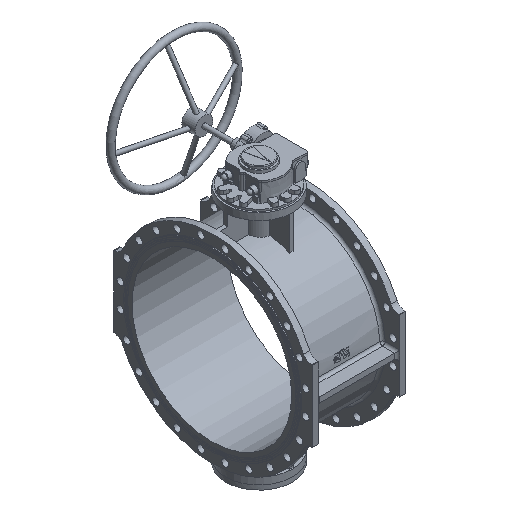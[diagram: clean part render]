
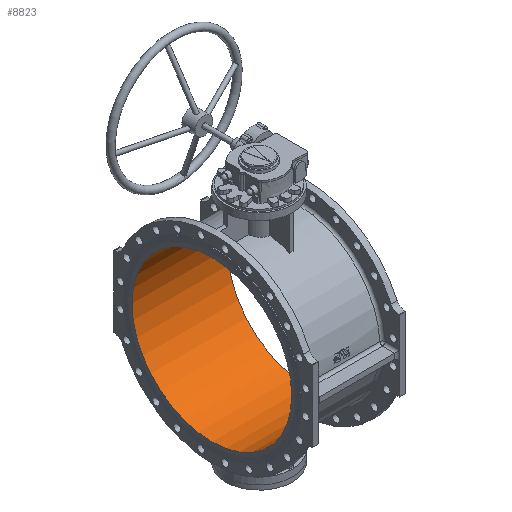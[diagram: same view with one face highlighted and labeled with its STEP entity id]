
A CAD part, isometric view. The second image highlights one B-rep face of the part: STEP entity #8823.
In plain terms, the highlighted cylindrical face has radius 359 mm (diameter 718 mm), a full revolution.
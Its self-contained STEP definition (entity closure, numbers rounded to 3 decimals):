
#2949 = EDGE_CURVE ( 'NONE', #23752, #23752, #7597, .T. ) ;
#3000 = EDGE_CURVE ( 'NONE', #23783, #23783, #7660, .T. ) ;
#4615 = ORIENTED_EDGE ( 'NONE', *, *, #3000, .T. ) ;
#4616 = ORIENTED_EDGE ( 'NONE', *, *, #2949, .F. ) ;
#7597 = CIRCLE ( 'NONE', #15324, 359. ) ;
#7660 = CIRCLE ( 'NONE', #15363, 359. ) ;
#8823 = ADVANCED_FACE ( 'NONE', ( #9224, #9227 ), #9229, .F. ) ;
#9224 = FACE_OUTER_BOUND ( 'NONE', #15607, .T. ) ;
#9227 = FACE_OUTER_BOUND ( 'NONE', #15609, .T. ) ;
#9229 = CYLINDRICAL_SURFACE ( 'NONE', #28483, 359. ) ;
#15324 = AXIS2_PLACEMENT_3D ( 'NONE', #19354, #19355, #19357 ) ;
#15363 = AXIS2_PLACEMENT_3D ( 'NONE', #19629, #19630, #19631 ) ;
#15607 = EDGE_LOOP ( 'NONE', ( #4615 ) ) ;
#15609 = EDGE_LOOP ( 'NONE', ( #4616 ) ) ;
#19354 = CARTESIAN_POINT ( 'NONE',  ( 215., 0., 0. ) ) ;
#19355 = DIRECTION ( 'NONE',  ( -1., 0., 0. ) ) ;
#19357 = DIRECTION ( 'NONE',  ( 0., 0., 1. ) ) ;
#19629 = CARTESIAN_POINT ( 'NONE',  ( -215., 0., 0. ) ) ;
#19630 = DIRECTION ( 'NONE',  ( -1., 0., 0. ) ) ;
#19631 = DIRECTION ( 'NONE',  ( 0., 0., 1. ) ) ;
#23752 = VERTEX_POINT ( 'NONE', #28125 ) ;
#23783 = VERTEX_POINT ( 'NONE', #28156 ) ;
#28125 = CARTESIAN_POINT ( 'NONE',  ( 215., 0., 359. ) ) ;
#28156 = CARTESIAN_POINT ( 'NONE',  ( -215., 0., 359. ) ) ;
#28483 = AXIS2_PLACEMENT_3D ( 'NONE', #29774, #29775, #29769 ) ;
#29769 = DIRECTION ( 'NONE',  ( 0., 0., 1. ) ) ;
#29774 = CARTESIAN_POINT ( 'NONE',  ( 0., 0., 0. ) ) ;
#29775 = DIRECTION ( 'NONE',  ( -1., 0., 0. ) ) ;
